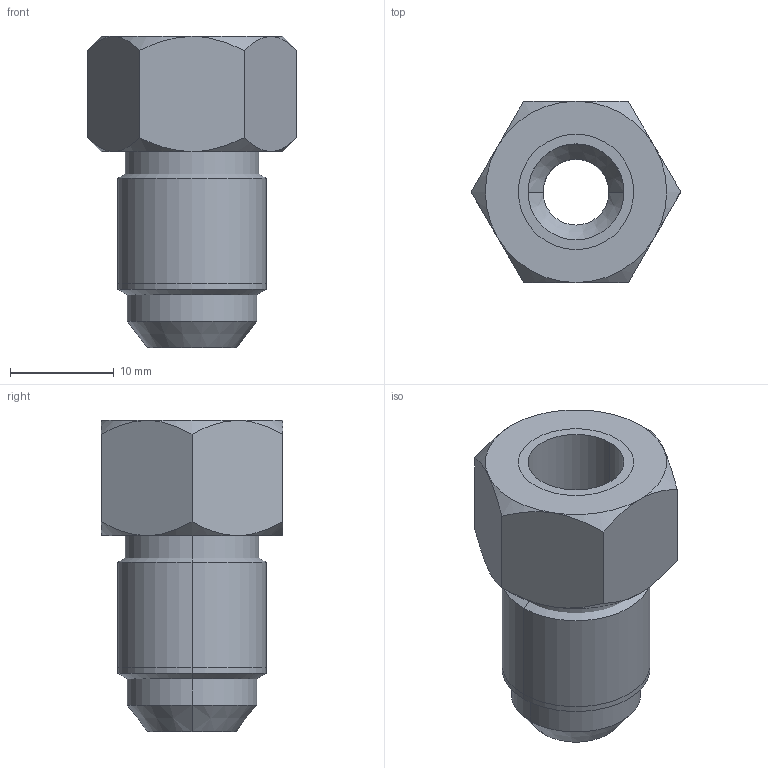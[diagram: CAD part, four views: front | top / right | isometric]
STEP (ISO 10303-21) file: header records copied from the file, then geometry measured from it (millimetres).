
FILE_DESCRIPTION((''),'2;1');
FILE_NAME('ILC30805664','2024-04-18T07:23:13',('rkuestersteffen'),(''),'CREO PARAMETRIC BY PTC INC, 2021164','CREO PARAMETRIC BY PTC INC, 2021164','');
FILE_SCHEMA(('AUTOMOTIVE_DESIGN { 1 0 10303 214 1 1 1 1 }'));
Length unit declared in the file: inch
Products named in the file (1): ILC30805664
Bounding box: 20.18 x 17.48 x 29.97 mm (x, y, z)
Volume: 4265.4 mm3; surface area: 3421.7 mm2
Topology: 1 solids, 3 shells, 45 faces, 98 edges, 58 vertices
Faces by surface type: cone 20, cylinder 14, plane 11
Entity records: 1826 total; most frequent: CARTESIAN_POINT 376, DIRECTION 237, ORIENTED_EDGE 188, PRESENTATION_STYLE_ASSIGNMENT 104, STYLED_ITEM 104, AXIS2_PLACEMENT_3D 102, CURVE_STYLE 101, EDGE_CURVE 98
